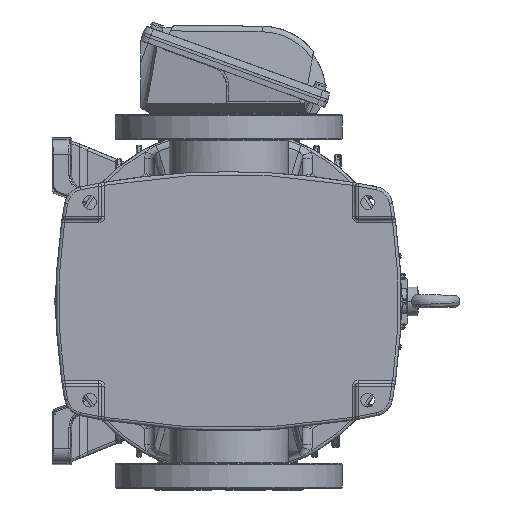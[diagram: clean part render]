
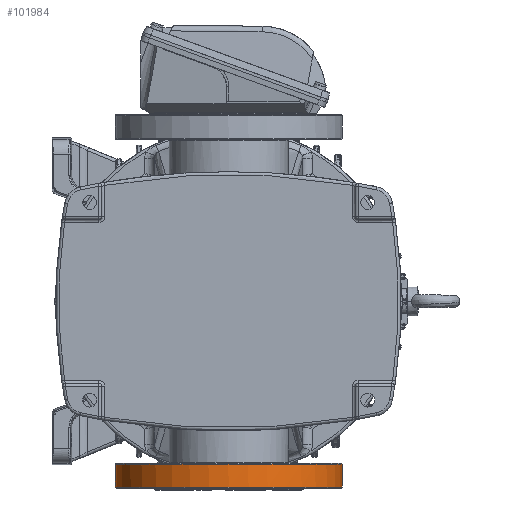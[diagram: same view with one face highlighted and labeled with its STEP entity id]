
A CAD part, front view. The second image highlights one B-rep face of the part: STEP entity #101984.
In plain terms, the highlighted cylindrical face has radius 114.3 mm (diameter 228.6 mm), a partial arc.
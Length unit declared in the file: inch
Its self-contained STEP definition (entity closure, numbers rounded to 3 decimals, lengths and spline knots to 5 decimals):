
#994 = DIRECTION ( 'NONE',  ( 0., 0., -1. ) ) ;
#1440 = CIRCLE ( 'NONE', #98112, 4.5 ) ;
#3588 = EDGE_CURVE ( 'NONE', #6848, #18181, #139806, .T. ) ;
#6848 = VERTEX_POINT ( 'NONE', #99772 ) ;
#8284 = CARTESIAN_POINT ( 'NONE',  ( -4.5, 5.51181, -7.3622 ) ) ;
#9444 = EDGE_CURVE ( 'NONE', #152610, #143511, #78893, .T. ) ;
#18181 = VERTEX_POINT ( 'NONE', #8284 ) ;
#22044 = CARTESIAN_POINT ( 'NONE',  ( 0., 5.51181, -7.3622 ) ) ;
#23005 = CARTESIAN_POINT ( 'NONE',  ( 0., 5.51181, -7.3622 ) ) ;
#24057 = CIRCLE ( 'NONE', #37767, 4.5 ) ;
#34499 = CARTESIAN_POINT ( 'NONE',  ( 4.49973, 5.46239, -6.45669 ) ) ;
#37767 = AXIS2_PLACEMENT_3D ( 'NONE', #165824, #100080, #149421 ) ;
#38781 = CARTESIAN_POINT ( 'NONE',  ( 4.5, 5.51181, -7.3622 ) ) ;
#39940 = CARTESIAN_POINT ( 'NONE',  ( 4.5, 5.51181, -7.40157 ) ) ;
#40749 = CARTESIAN_POINT ( 'NONE',  ( 0., 5.51181, -7.40157 ) ) ;
#40972 = AXIS2_PLACEMENT_3D ( 'NONE', #131138, #104331, #65382 ) ;
#41153 = ORIENTED_EDGE ( 'NONE', *, *, #113876, .T. ) ;
#41572 = CIRCLE ( 'NONE', #138233, 4.5 ) ;
#47195 = VECTOR ( 'NONE', #152826, 39.37008 ) ;
#49796 = DIRECTION ( 'NONE',  ( -1., 0., 0. ) ) ;
#50661 = ORIENTED_EDGE ( 'NONE', *, *, #160159, .F. ) ;
#58387 = DIRECTION ( 'NONE',  ( 0., 0., 1. ) ) ;
#60379 = CARTESIAN_POINT ( 'NONE',  ( -4.49987, 5.47702, -7.3622 ) ) ;
#60777 = ORIENTED_EDGE ( 'NONE', *, *, #3588, .T. ) ;
#65382 = DIRECTION ( 'NONE',  ( 1., -0.011, 0. ) ) ;
#67533 = VERTEX_POINT ( 'NONE', #34499 ) ;
#74816 = DIRECTION ( 'NONE',  ( -1., 0., 0. ) ) ;
#78893 = LINE ( 'NONE', #39940, #97468 ) ;
#79522 = ORIENTED_EDGE ( 'NONE', *, *, #9444, .F. ) ;
#79703 = CYLINDRICAL_SURFACE ( 'NONE', #158456, 4.5 ) ;
#79731 = DIRECTION ( 'NONE',  ( 0., 0., -1. ) ) ;
#83898 = ORIENTED_EDGE ( 'NONE', *, *, #130127, .F. ) ;
#91846 = DIRECTION ( 'NONE',  ( -1., 0., 0. ) ) ;
#94642 = ORIENTED_EDGE ( 'NONE', *, *, #123478, .T. ) ;
#97468 = VECTOR ( 'NONE', #79731, 39.37008 ) ;
#98112 = AXIS2_PLACEMENT_3D ( 'NONE', #22044, #58387, #74816 ) ;
#99772 = CARTESIAN_POINT ( 'NONE',  ( -4.5, 5.51181, -6.45669 ) ) ;
#100080 = DIRECTION ( 'NONE',  ( 0., 0., 1. ) ) ;
#101984 = ADVANCED_FACE ( 'NONE', ( #116910 ), #79703, .T. ) ;
#104331 = DIRECTION ( 'NONE',  ( 0., 0., 1. ) ) ;
#113876 = EDGE_CURVE ( 'NONE', #136968, #143511, #41572, .T. ) ;
#116910 = FACE_OUTER_BOUND ( 'NONE', #123563, .T. ) ;
#123478 = EDGE_CURVE ( 'NONE', #18181, #136968, #1440, .T. ) ;
#123563 = EDGE_LOOP ( 'NONE', ( #79522, #83898, #50661, #60777, #94642, #41153 ) ) ;
#130127 = EDGE_CURVE ( 'NONE', #67533, #152610, #140355, .T. ) ;
#131138 = CARTESIAN_POINT ( 'NONE',  ( 0., 5.51181, -6.45669 ) ) ;
#136968 = VERTEX_POINT ( 'NONE', #60379 ) ;
#138233 = AXIS2_PLACEMENT_3D ( 'NONE', #23005, #163404, #49796 ) ;
#139806 = LINE ( 'NONE', #140654, #47195 ) ;
#140355 = CIRCLE ( 'NONE', #40972, 4.5 ) ;
#140654 = CARTESIAN_POINT ( 'NONE',  ( -4.5, 5.51181, -7.40157 ) ) ;
#143278 = CARTESIAN_POINT ( 'NONE',  ( 4.5, 5.51181, -6.45669 ) ) ;
#143511 = VERTEX_POINT ( 'NONE', #38781 ) ;
#149421 = DIRECTION ( 'NONE',  ( 1., -0.011, 0. ) ) ;
#152610 = VERTEX_POINT ( 'NONE', #143278 ) ;
#152826 = DIRECTION ( 'NONE',  ( 0., 0., -1. ) ) ;
#158456 = AXIS2_PLACEMENT_3D ( 'NONE', #40749, #994, #91846 ) ;
#160159 = EDGE_CURVE ( 'NONE', #6848, #67533, #24057, .T. ) ;
#163404 = DIRECTION ( 'NONE',  ( 0., 0., 1. ) ) ;
#165824 = CARTESIAN_POINT ( 'NONE',  ( 0., 5.51181, -6.45669 ) ) ;
